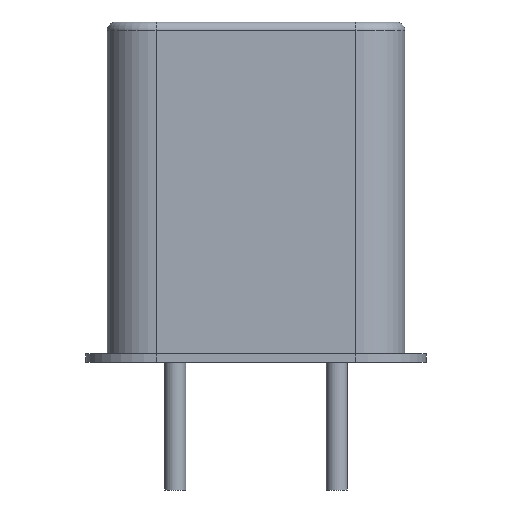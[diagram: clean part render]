
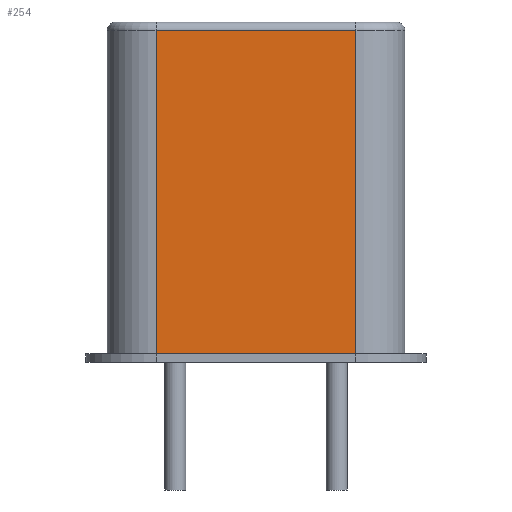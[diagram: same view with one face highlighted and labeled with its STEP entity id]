
A CAD part, front view. The second image highlights one B-rep face of the part: STEP entity #254.
In plain terms, the highlighted planar face has unit normal (0, -1, 0).
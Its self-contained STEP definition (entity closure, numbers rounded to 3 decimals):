
#13=DIRECTION('',(0.,0.,1.));
#27=VECTOR('',#13,1.);
#33=VECTOR('',#34,1.);
#34=DIRECTION('',(1.,0.,0.));
#104=VECTOR('',#105,1.);
#105=DIRECTION('',(-1.,0.,0.));
#135=CARTESIAN_POINT('',(4.25,-1.15,0.1));
#139=CARTESIAN_POINT('',(-0.45,-1.15,0.1));
#141=CARTESIAN_POINT('',(4.25,-1.15,0.1));
#165=EDGE_CURVE('',#166,#168,#170,.T.);
#166=VERTEX_POINT('',#167);
#167=CARTESIAN_POINT('',(-0.45,-1.15,0.3));
#168=VERTEX_POINT('',#169);
#169=CARTESIAN_POINT('',(4.25,-1.15,0.3));
#170=LINE('',#171,#33);
#171=CARTESIAN_POINT('',(1.9,-1.15,0.3));
#224=DIRECTION('',(0.,-1.,0.));
#254=ADVANCED_FACE('',(#255),#272,.T.);
#255=FACE_BOUND('',#256,.T.);
#256=EDGE_LOOP('',(#257,#258,#263,#269));
#257=ORIENTED_EDGE('',*,*,#165,.T.);
#258=ORIENTED_EDGE('',*,*,#259,.T.);
#259=EDGE_CURVE('',#168,#260,#262,.T.);
#260=VERTEX_POINT('',#261);
#261=CARTESIAN_POINT('',(4.25,-1.15,7.9));
#262=LINE('',#135,#27);
#263=ORIENTED_EDGE('',*,*,#264,.T.);
#264=EDGE_CURVE('',#260,#265,#267,.T.);
#265=VERTEX_POINT('',#266);
#266=CARTESIAN_POINT('',(-0.45,-1.15,7.9));
#267=LINE('',#268,#104);
#268=CARTESIAN_POINT('',(4.25,-1.15,7.9));
#269=ORIENTED_EDGE('',*,*,#270,.F.);
#270=EDGE_CURVE('',#166,#265,#271,.T.);
#271=LINE('',#139,#27);
#272=PLANE('',#273);
#273=AXIS2_PLACEMENT_3D('',#141,#224,#105);
